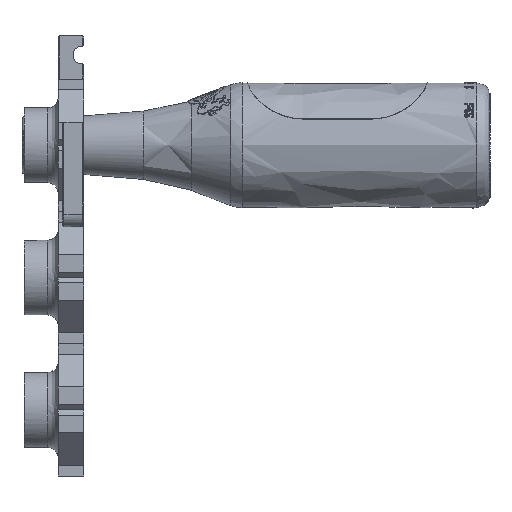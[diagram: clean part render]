
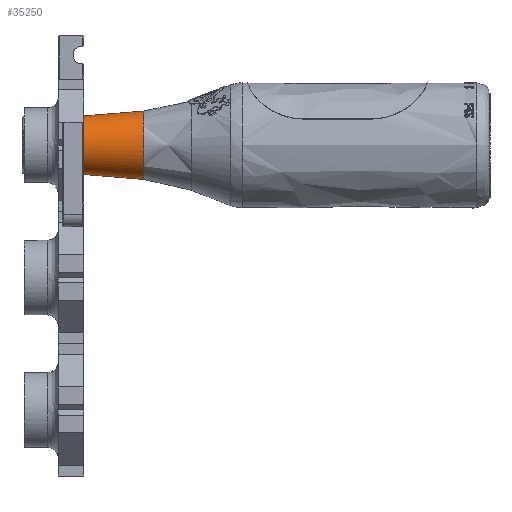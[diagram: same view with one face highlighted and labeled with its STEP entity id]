
A CAD part, left-side view. The second image highlights one B-rep face of the part: STEP entity #35250.
In plain terms, the highlighted free-form (B-spline) face has degree [2, 1] with [9, 2] control points.
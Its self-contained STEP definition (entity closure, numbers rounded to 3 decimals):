
#34180 = EDGE_CURVE('',#34181,#34183,#34185,.T.);
#34181 = VERTEX_POINT('',#34182);
#34182 = CARTESIAN_POINT('',(-149.69,23.196,
    239.734));
#34183 = VERTEX_POINT('',#34184);
#34184 = CARTESIAN_POINT('',(-166.609,23.196,
    256.652));
#34185 = ( BOUNDED_CURVE() B_SPLINE_CURVE(2,(#34186,#34187,#34188),
.UNSPECIFIED.,.F.,.F.) B_SPLINE_CURVE_WITH_KNOTS((3,3),(4.712,
6.283),.PIECEWISE_BEZIER_KNOTS.) CURVE() 
GEOMETRIC_REPRESENTATION_ITEM() RATIONAL_B_SPLINE_CURVE((1.,
0.707,1.)) REPRESENTATION_ITEM('') );
#34186 = CARTESIAN_POINT('',(-149.69,23.196,
    239.734));
#34187 = CARTESIAN_POINT('',(-149.69,23.196,
    256.652));
#34188 = CARTESIAN_POINT('',(-166.609,23.196,
    256.652));
#34350 = EDGE_CURVE('',#34183,#34181,#34351,.T.);
#34351 = ( BOUNDED_CURVE() B_SPLINE_CURVE(2,(#34352,#34353,#34354,#34355
,#34356),.UNSPECIFIED.,.F.,.F.) B_SPLINE_CURVE_WITH_KNOTS((3,2,3),(0.,
2.356,4.712),.PIECEWISE_BEZIER_KNOTS.) CURVE() 
GEOMETRIC_REPRESENTATION_ITEM() RATIONAL_B_SPLINE_CURVE((1.,
0.383,1.,0.383,1.)) REPRESENTATION_ITEM('') );
#34352 = CARTESIAN_POINT('',(-166.609,23.196,
    256.652));
#34353 = CARTESIAN_POINT('',(-207.453,23.196,
    256.652));
#34354 = CARTESIAN_POINT('',(-178.572,23.196,
    227.771));
#34355 = CARTESIAN_POINT('',(-149.69,23.196,
    198.889));
#34356 = CARTESIAN_POINT('',(-149.69,23.196,
    239.734));
#35250 = ADVANCED_FACE('',(#35251),#35273,.T.);
#35251 = FACE_BOUND('',#35252,.T.);
#35252 = EDGE_LOOP('',(#35253,#35265,#35270,#35271,#35272));
#35253 = ORIENTED_EDGE('',*,*,#35254,.T.);
#35254 = EDGE_CURVE('',#35255,#35255,#35257,.T.);
#35255 = VERTEX_POINT('',#35256);
#35256 = CARTESIAN_POINT('',(-166.609,67.706,
    252.972));
#35257 = ( BOUNDED_CURVE() B_SPLINE_CURVE(2,(#35258,#35259,#35260,#35261
    ,#35262,#35263,#35264),.UNSPECIFIED.,.T.,.F.) 
B_SPLINE_CURVE_WITH_KNOTS((3,2,2,3),(1.571,3.665,
5.76,7.854),.PIECEWISE_BEZIER_KNOTS.) CURVE() 
GEOMETRIC_REPRESENTATION_ITEM() RATIONAL_B_SPLINE_CURVE((1.,0.5,1.,0.5,
1.,0.5,1.)) REPRESENTATION_ITEM('') );
#35258 = CARTESIAN_POINT('',(-166.609,67.706,
    252.972));
#35259 = CARTESIAN_POINT('',(-189.537,67.706,
    252.972));
#35260 = CARTESIAN_POINT('',(-178.073,67.706,
    233.115));
#35261 = CARTESIAN_POINT('',(-166.609,67.706,
    213.258));
#35262 = CARTESIAN_POINT('',(-155.144,67.706,
    233.115));
#35263 = CARTESIAN_POINT('',(-143.68,67.706,
    252.972));
#35264 = CARTESIAN_POINT('',(-166.609,67.706,
    252.972));
#35265 = ORIENTED_EDGE('',*,*,#35266,.T.);
#35266 = EDGE_CURVE('',#35255,#34183,#35267,.T.);
#35267 = B_SPLINE_CURVE_WITH_KNOTS('',1,(#35268,#35269),.UNSPECIFIED.,
  .F.,.F.,(2,2),(-27.,15.341),.PIECEWISE_BEZIER_KNOTS.);
#35268 = CARTESIAN_POINT('',(-166.609,67.706,
    252.972));
#35269 = CARTESIAN_POINT('',(-166.609,23.196,
    256.652));
#35270 = ORIENTED_EDGE('',*,*,#34180,.F.);
#35271 = ORIENTED_EDGE('',*,*,#34350,.F.);
#35272 = ORIENTED_EDGE('',*,*,#35266,.F.);
#35273 = ( BOUNDED_SURFACE() B_SPLINE_SURFACE(2,1,(
    (#35274,#35275)
    ,(#35276,#35277)
    ,(#35278,#35279)
    ,(#35280,#35281)
    ,(#35282,#35283)
    ,(#35284,#35285)
    ,(#35286,#35287)
    ,(#35288,#35289)
    ,(#35290,#35291
)),.UNSPECIFIED.,.T.,.F.,.F.) B_SPLINE_SURFACE_WITH_KNOTS((3,2,2,2,3),(2
    ,2),(-3.142,-2.094,0.,2.094,3.142)
,(-27.,15.341),.UNSPECIFIED.) GEOMETRIC_REPRESENTATION_ITEM() 
RATIONAL_B_SPLINE_SURFACE((
    (0.75,0.75)
    ,(0.75,0.75)
    ,(1.,1.)
    ,(0.5,0.5)
    ,(1.,1.)
    ,(0.5,0.5)
    ,(1.,1.)
    ,(0.75,0.75)
,(0.75,0.75))) REPRESENTATION_ITEM('') SURFACE() );
#35274 = CARTESIAN_POINT('',(-166.609,67.706,
    252.972));
#35275 = CARTESIAN_POINT('',(-166.609,23.196,
    256.652));
#35276 = CARTESIAN_POINT('',(-174.252,67.706,
    252.972));
#35277 = CARTESIAN_POINT('',(-176.377,23.196,
    256.652));
#35278 = CARTESIAN_POINT('',(-178.073,67.706,
    246.353));
#35279 = CARTESIAN_POINT('',(-181.26,23.196,
    248.193));
#35280 = CARTESIAN_POINT('',(-189.537,67.706,
    226.496));
#35281 = CARTESIAN_POINT('',(-195.912,23.196,
    222.815));
#35282 = CARTESIAN_POINT('',(-166.609,67.706,
    226.496));
#35283 = CARTESIAN_POINT('',(-166.609,23.196,
    222.815));
#35284 = CARTESIAN_POINT('',(-143.68,67.706,
    226.496));
#35285 = CARTESIAN_POINT('',(-137.305,23.196,
    222.815));
#35286 = CARTESIAN_POINT('',(-155.144,67.706,
    246.353));
#35287 = CARTESIAN_POINT('',(-151.957,23.196,
    248.193));
#35288 = CARTESIAN_POINT('',(-158.966,67.706,
    252.972));
#35289 = CARTESIAN_POINT('',(-156.841,23.196,
    256.652));
#35290 = CARTESIAN_POINT('',(-166.609,67.706,
    252.972));
#35291 = CARTESIAN_POINT('',(-166.609,23.196,
    256.652));
